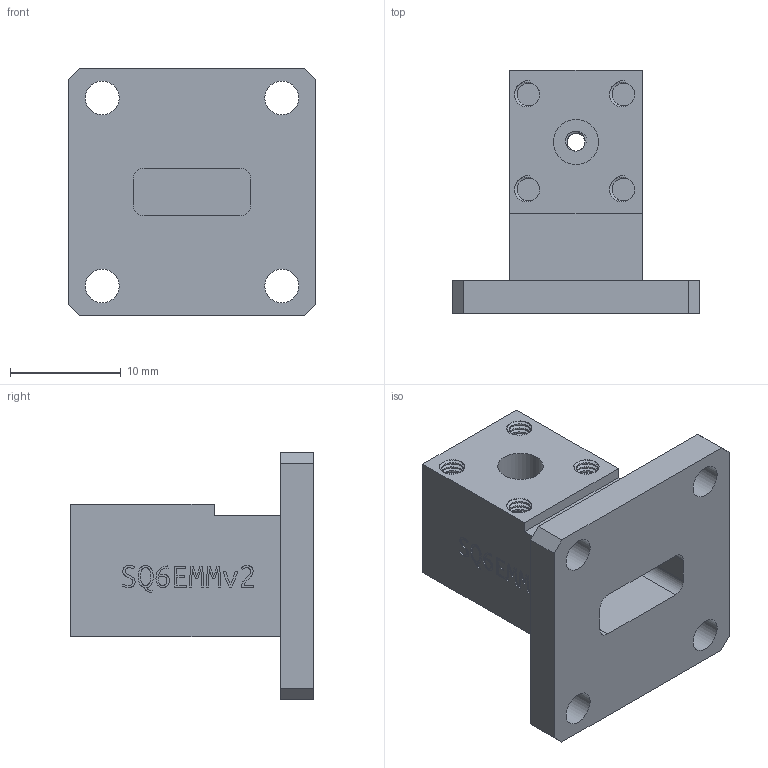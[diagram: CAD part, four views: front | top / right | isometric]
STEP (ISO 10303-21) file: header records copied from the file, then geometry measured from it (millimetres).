
FILE_DESCRIPTION(('FreeCAD Model'),'2;1');
FILE_NAME('Open CASCADE Shape Model','2025-04-01T14:00:25',(''),(''), 'Open CASCADE STEP processor 7.7','FreeCAD','Unknown');
FILE_SCHEMA(('AUTOMOTIVE_DESIGN { 1 0 10303 214 1 1 1 1 }'));
Length unit declared in the file: millimetre
Products named in the file (1): Body
Bounding box: 22.4 x 22 x 22.4 mm (x, y, z)
Volume: 3137.4 mm3; surface area: 2973.5 mm2
Topology: 1 solids, 1 shells, 648 faces, 1727 edges, 1108 vertices
Faces by surface type: extrusion 313, bspline 142, plane 136, cylinder 57
Full cylindrical faces by diameter (mm): 1.619 x16, 2.07 x24, 3.07 x4, 4.1 x1
Entity records: 34686 total; most frequent: CARTESIAN_POINT 20963, ORIENTED_EDGE 3454, EDGE_CURVE 1727, DIRECTION 1462, B_SPLINE_CURVE_WITH_KNOTS 1315, VERTEX_POINT 1108, VECTOR 1002, FACE_BOUND 689
